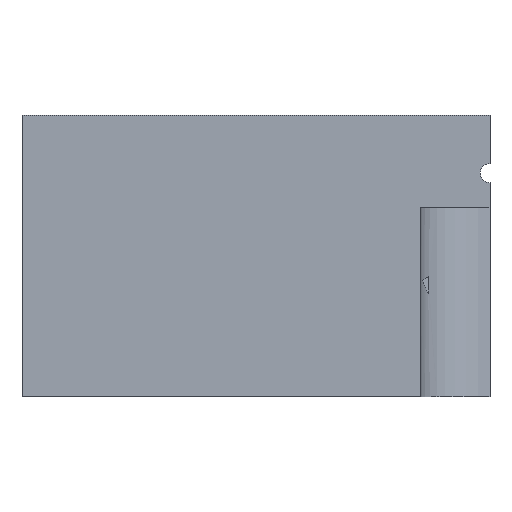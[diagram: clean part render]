
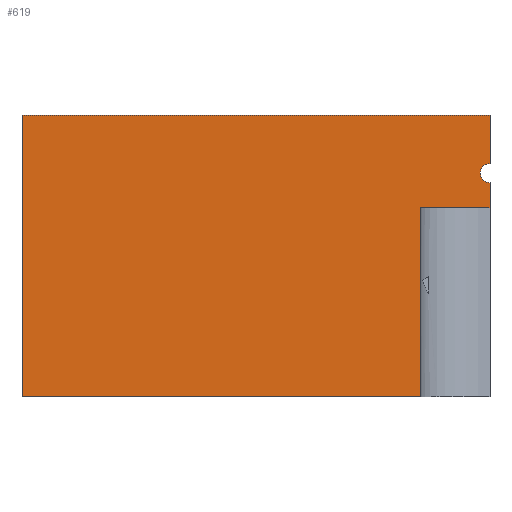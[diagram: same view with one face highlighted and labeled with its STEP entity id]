
A CAD part, front view. The second image highlights one B-rep face of the part: STEP entity #619.
In plain terms, the highlighted planar face has unit normal (0, -1, 0).
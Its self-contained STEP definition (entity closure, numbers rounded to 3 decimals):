
#21 = EDGE_CURVE('',#22,#24,#26,.T.);
#22 = VERTEX_POINT('',#23);
#23 = CARTESIAN_POINT('',(0.,0.,0.));
#24 = VERTEX_POINT('',#25);
#25 = CARTESIAN_POINT('',(0.,0.,29.138));
#26 = SURFACE_CURVE('',#27,(#31,#43),.PCURVE_S1.);
#27 = LINE('',#28,#29);
#28 = CARTESIAN_POINT('',(0.,0.,0.));
#29 = VECTOR('',#30,1.);
#30 = DIRECTION('',(0.,0.,1.));
#31 = PCURVE('',#32,#37);
#32 = PLANE('',#33);
#33 = AXIS2_PLACEMENT_3D('',#34,#35,#36);
#34 = CARTESIAN_POINT('',(0.,0.,0.));
#35 = DIRECTION('',(1.,0.,-0.));
#36 = DIRECTION('',(0.,0.,1.));
#37 = DEFINITIONAL_REPRESENTATION('',(#38),#42);
#38 = LINE('',#39,#40);
#39 = CARTESIAN_POINT('',(0.,0.));
#40 = VECTOR('',#41,1.);
#41 = DIRECTION('',(1.,0.));
#42 = ( GEOMETRIC_REPRESENTATION_CONTEXT(2) 
PARAMETRIC_REPRESENTATION_CONTEXT() REPRESENTATION_CONTEXT('2D SPACE',''
  ) );
#43 = PCURVE('',#44,#49);
#44 = PLANE('',#45);
#45 = AXIS2_PLACEMENT_3D('',#46,#47,#48);
#46 = CARTESIAN_POINT('',(0.,0.,0.));
#47 = DIRECTION('',(-0.,1.,0.));
#48 = DIRECTION('',(0.,0.,1.));
#49 = DEFINITIONAL_REPRESENTATION('',(#50),#54);
#50 = LINE('',#51,#52);
#51 = CARTESIAN_POINT('',(0.,0.));
#52 = VECTOR('',#53,1.);
#53 = DIRECTION('',(1.,0.));
#54 = ( GEOMETRIC_REPRESENTATION_CONTEXT(2) 
PARAMETRIC_REPRESENTATION_CONTEXT() REPRESENTATION_CONTEXT('2D SPACE',''
  ) );
#72 = PLANE('',#73);
#73 = AXIS2_PLACEMENT_3D('',#74,#75,#76);
#74 = CARTESIAN_POINT('',(0.,0.,0.));
#75 = DIRECTION('',(0.,0.,1.));
#76 = DIRECTION('',(1.,0.,-0.));
#126 = PLANE('',#127);
#127 = AXIS2_PLACEMENT_3D('',#128,#129,#130);
#128 = CARTESIAN_POINT('',(0.,0.,29.138));
#129 = DIRECTION('',(0.,0.,1.));
#130 = DIRECTION('',(1.,0.,-0.));
#619 = ADVANCED_FACE('24',(#620),#44,.F.);
#620 = FACE_BOUND('',#621,.F.);
#621 = EDGE_LOOP('',(#622,#645,#646,#669,#697,#726,#754,#782));
#622 = ORIENTED_EDGE('',*,*,#623,.F.);
#623 = EDGE_CURVE('',#22,#624,#626,.T.);
#624 = VERTEX_POINT('',#625);
#625 = CARTESIAN_POINT('',(41.235,0.,0.));
#626 = SURFACE_CURVE('',#627,(#631,#638),.PCURVE_S1.);
#627 = LINE('',#628,#629);
#628 = CARTESIAN_POINT('',(0.,0.,0.));
#629 = VECTOR('',#630,1.);
#630 = DIRECTION('',(1.,0.,-0.));
#631 = PCURVE('',#44,#632);
#632 = DEFINITIONAL_REPRESENTATION('',(#633),#637);
#633 = LINE('',#634,#635);
#634 = CARTESIAN_POINT('',(0.,0.));
#635 = VECTOR('',#636,1.);
#636 = DIRECTION('',(0.,1.));
#637 = ( GEOMETRIC_REPRESENTATION_CONTEXT(2) 
PARAMETRIC_REPRESENTATION_CONTEXT() REPRESENTATION_CONTEXT('2D SPACE',''
  ) );
#638 = PCURVE('',#72,#639);
#639 = DEFINITIONAL_REPRESENTATION('',(#640),#644);
#640 = LINE('',#641,#642);
#641 = CARTESIAN_POINT('',(0.,0.));
#642 = VECTOR('',#643,1.);
#643 = DIRECTION('',(1.,0.));
#644 = ( GEOMETRIC_REPRESENTATION_CONTEXT(2) 
PARAMETRIC_REPRESENTATION_CONTEXT() REPRESENTATION_CONTEXT('2D SPACE',''
  ) );
#645 = ORIENTED_EDGE('',*,*,#21,.T.);
#646 = ORIENTED_EDGE('',*,*,#647,.T.);
#647 = EDGE_CURVE('',#24,#648,#650,.T.);
#648 = VERTEX_POINT('',#649);
#649 = CARTESIAN_POINT('',(48.413,0.,29.138));
#650 = SURFACE_CURVE('',#651,(#655,#662),.PCURVE_S1.);
#651 = LINE('',#652,#653);
#652 = CARTESIAN_POINT('',(0.,0.,29.138));
#653 = VECTOR('',#654,1.);
#654 = DIRECTION('',(1.,0.,-0.));
#655 = PCURVE('',#44,#656);
#656 = DEFINITIONAL_REPRESENTATION('',(#657),#661);
#657 = LINE('',#658,#659);
#658 = CARTESIAN_POINT('',(29.138,0.));
#659 = VECTOR('',#660,1.);
#660 = DIRECTION('',(0.,1.));
#661 = ( GEOMETRIC_REPRESENTATION_CONTEXT(2) 
PARAMETRIC_REPRESENTATION_CONTEXT() REPRESENTATION_CONTEXT('2D SPACE',''
  ) );
#662 = PCURVE('',#126,#663);
#663 = DEFINITIONAL_REPRESENTATION('',(#664),#668);
#664 = LINE('',#665,#666);
#665 = CARTESIAN_POINT('',(0.,0.));
#666 = VECTOR('',#667,1.);
#667 = DIRECTION('',(1.,0.));
#668 = ( GEOMETRIC_REPRESENTATION_CONTEXT(2) 
PARAMETRIC_REPRESENTATION_CONTEXT() REPRESENTATION_CONTEXT('2D SPACE',''
  ) );
#669 = ORIENTED_EDGE('',*,*,#670,.F.);
#670 = EDGE_CURVE('',#671,#648,#673,.T.);
#671 = VERTEX_POINT('',#672);
#672 = CARTESIAN_POINT('',(48.413,0.,24.138));
#673 = SURFACE_CURVE('',#674,(#678,#685),.PCURVE_S1.);
#674 = LINE('',#675,#676);
#675 = CARTESIAN_POINT('',(48.413,0.,0.));
#676 = VECTOR('',#677,1.);
#677 = DIRECTION('',(0.,0.,1.));
#678 = PCURVE('',#44,#679);
#679 = DEFINITIONAL_REPRESENTATION('',(#680),#684);
#680 = LINE('',#681,#682);
#681 = CARTESIAN_POINT('',(0.,48.413));
#682 = VECTOR('',#683,1.);
#683 = DIRECTION('',(1.,0.));
#684 = ( GEOMETRIC_REPRESENTATION_CONTEXT(2) 
PARAMETRIC_REPRESENTATION_CONTEXT() REPRESENTATION_CONTEXT('2D SPACE',''
  ) );
#685 = PCURVE('',#686,#691);
#686 = PLANE('',#687);
#687 = AXIS2_PLACEMENT_3D('',#688,#689,#690);
#688 = CARTESIAN_POINT('',(48.413,0.,0.));
#689 = DIRECTION('',(1.,0.,-0.));
#690 = DIRECTION('',(0.,0.,1.));
#691 = DEFINITIONAL_REPRESENTATION('',(#692),#696);
#692 = LINE('',#693,#694);
#693 = CARTESIAN_POINT('',(0.,0.));
#694 = VECTOR('',#695,1.);
#695 = DIRECTION('',(1.,0.));
#696 = ( GEOMETRIC_REPRESENTATION_CONTEXT(2) 
PARAMETRIC_REPRESENTATION_CONTEXT() REPRESENTATION_CONTEXT('2D SPACE',''
  ) );
#697 = ORIENTED_EDGE('',*,*,#698,.F.);
#698 = EDGE_CURVE('',#699,#671,#701,.T.);
#699 = VERTEX_POINT('',#700);
#700 = CARTESIAN_POINT('',(48.413,0.,22.138));
#701 = SURFACE_CURVE('',#702,(#707,#714),.PCURVE_S1.);
#702 = CIRCLE('',#703,1.);
#703 = AXIS2_PLACEMENT_3D('',#704,#705,#706);
#704 = CARTESIAN_POINT('',(48.413,0.,23.138));
#705 = DIRECTION('',(0.,1.,0.));
#706 = DIRECTION('',(0.,-0.,1.));
#707 = PCURVE('',#44,#708);
#708 = DEFINITIONAL_REPRESENTATION('',(#709),#713);
#709 = CIRCLE('',#710,1.);
#710 = AXIS2_PLACEMENT_2D('',#711,#712);
#711 = CARTESIAN_POINT('',(23.138,48.413));
#712 = DIRECTION('',(1.,0.));
#713 = ( GEOMETRIC_REPRESENTATION_CONTEXT(2) 
PARAMETRIC_REPRESENTATION_CONTEXT() REPRESENTATION_CONTEXT('2D SPACE',''
  ) );
#714 = PCURVE('',#715,#720);
#715 = CYLINDRICAL_SURFACE('',#716,1.);
#716 = AXIS2_PLACEMENT_3D('',#717,#718,#719);
#717 = CARTESIAN_POINT('',(48.413,12.593,
    23.138));
#718 = DIRECTION('',(0.,1.,0.));
#719 = DIRECTION('',(0.,-0.,1.));
#720 = DEFINITIONAL_REPRESENTATION('',(#721),#725);
#721 = LINE('',#722,#723);
#722 = CARTESIAN_POINT('',(0.,-12.593));
#723 = VECTOR('',#724,1.);
#724 = DIRECTION('',(1.,0.));
#725 = ( GEOMETRIC_REPRESENTATION_CONTEXT(2) 
PARAMETRIC_REPRESENTATION_CONTEXT() REPRESENTATION_CONTEXT('2D SPACE',''
  ) );
#726 = ORIENTED_EDGE('',*,*,#727,.F.);
#727 = EDGE_CURVE('',#728,#699,#730,.T.);
#728 = VERTEX_POINT('',#729);
#729 = CARTESIAN_POINT('',(48.413,0.,19.56));
#730 = SURFACE_CURVE('',#731,(#735,#742),.PCURVE_S1.);
#731 = LINE('',#732,#733);
#732 = CARTESIAN_POINT('',(48.413,0.,0.));
#733 = VECTOR('',#734,1.);
#734 = DIRECTION('',(0.,0.,1.));
#735 = PCURVE('',#44,#736);
#736 = DEFINITIONAL_REPRESENTATION('',(#737),#741);
#737 = LINE('',#738,#739);
#738 = CARTESIAN_POINT('',(0.,48.413));
#739 = VECTOR('',#740,1.);
#740 = DIRECTION('',(1.,0.));
#741 = ( GEOMETRIC_REPRESENTATION_CONTEXT(2) 
PARAMETRIC_REPRESENTATION_CONTEXT() REPRESENTATION_CONTEXT('2D SPACE',''
  ) );
#742 = PCURVE('',#743,#748);
#743 = PLANE('',#744);
#744 = AXIS2_PLACEMENT_3D('',#745,#746,#747);
#745 = CARTESIAN_POINT('',(48.413,0.,0.));
#746 = DIRECTION('',(1.,0.,-0.));
#747 = DIRECTION('',(0.,0.,1.));
#748 = DEFINITIONAL_REPRESENTATION('',(#749),#753);
#749 = LINE('',#750,#751);
#750 = CARTESIAN_POINT('',(0.,0.));
#751 = VECTOR('',#752,1.);
#752 = DIRECTION('',(1.,0.));
#753 = ( GEOMETRIC_REPRESENTATION_CONTEXT(2) 
PARAMETRIC_REPRESENTATION_CONTEXT() REPRESENTATION_CONTEXT('2D SPACE',''
  ) );
#754 = ORIENTED_EDGE('',*,*,#755,.T.);
#755 = EDGE_CURVE('',#728,#756,#758,.T.);
#756 = VERTEX_POINT('',#757);
#757 = CARTESIAN_POINT('',(41.235,0.,19.56));
#758 = SURFACE_CURVE('',#759,(#763,#770),.PCURVE_S1.);
#759 = LINE('',#760,#761);
#760 = CARTESIAN_POINT('',(48.413,0.,19.56));
#761 = VECTOR('',#762,1.);
#762 = DIRECTION('',(-1.,0.,0.));
#763 = PCURVE('',#44,#764);
#764 = DEFINITIONAL_REPRESENTATION('',(#765),#769);
#765 = LINE('',#766,#767);
#766 = CARTESIAN_POINT('',(19.56,48.413));
#767 = VECTOR('',#768,1.);
#768 = DIRECTION('',(0.,-1.));
#769 = ( GEOMETRIC_REPRESENTATION_CONTEXT(2) 
PARAMETRIC_REPRESENTATION_CONTEXT() REPRESENTATION_CONTEXT('2D SPACE',''
  ) );
#770 = PCURVE('',#771,#776);
#771 = PLANE('',#772);
#772 = AXIS2_PLACEMENT_3D('',#773,#774,#775);
#773 = CARTESIAN_POINT('',(45.451,2.962,
    19.56));
#774 = DIRECTION('',(-0.,-0.,-1.));
#775 = DIRECTION('',(-1.,0.,0.));
#776 = DEFINITIONAL_REPRESENTATION('',(#777),#781);
#777 = LINE('',#778,#779);
#778 = CARTESIAN_POINT('',(-2.962,-2.962));
#779 = VECTOR('',#780,1.);
#780 = DIRECTION('',(1.,0.));
#781 = ( GEOMETRIC_REPRESENTATION_CONTEXT(2) 
PARAMETRIC_REPRESENTATION_CONTEXT() REPRESENTATION_CONTEXT('2D SPACE',''
  ) );
#782 = ORIENTED_EDGE('',*,*,#783,.F.);
#783 = EDGE_CURVE('',#624,#756,#784,.T.);
#784 = SURFACE_CURVE('',#785,(#789,#796),.PCURVE_S1.);
#785 = LINE('',#786,#787);
#786 = CARTESIAN_POINT('',(41.235,0.,0.));
#787 = VECTOR('',#788,1.);
#788 = DIRECTION('',(0.,0.,1.));
#789 = PCURVE('',#44,#790);
#790 = DEFINITIONAL_REPRESENTATION('',(#791),#795);
#791 = LINE('',#792,#793);
#792 = CARTESIAN_POINT('',(0.,41.235));
#793 = VECTOR('',#794,1.);
#794 = DIRECTION('',(1.,0.));
#795 = ( GEOMETRIC_REPRESENTATION_CONTEXT(2) 
PARAMETRIC_REPRESENTATION_CONTEXT() REPRESENTATION_CONTEXT('2D SPACE',''
  ) );
#796 = PCURVE('',#797,#802);
#797 = CYLINDRICAL_SURFACE('',#798,7.179);
#798 = AXIS2_PLACEMENT_3D('',#799,#800,#801);
#799 = CARTESIAN_POINT('',(48.413,0.,0.));
#800 = DIRECTION('',(0.,0.,-1.));
#801 = DIRECTION('',(-1.,0.,-0.));
#802 = DEFINITIONAL_REPRESENTATION('',(#803),#807);
#803 = LINE('',#804,#805);
#804 = CARTESIAN_POINT('',(0.,0.));
#805 = VECTOR('',#806,1.);
#806 = DIRECTION('',(0.,-1.));
#807 = ( GEOMETRIC_REPRESENTATION_CONTEXT(2) 
PARAMETRIC_REPRESENTATION_CONTEXT() REPRESENTATION_CONTEXT('2D SPACE',''
  ) );
